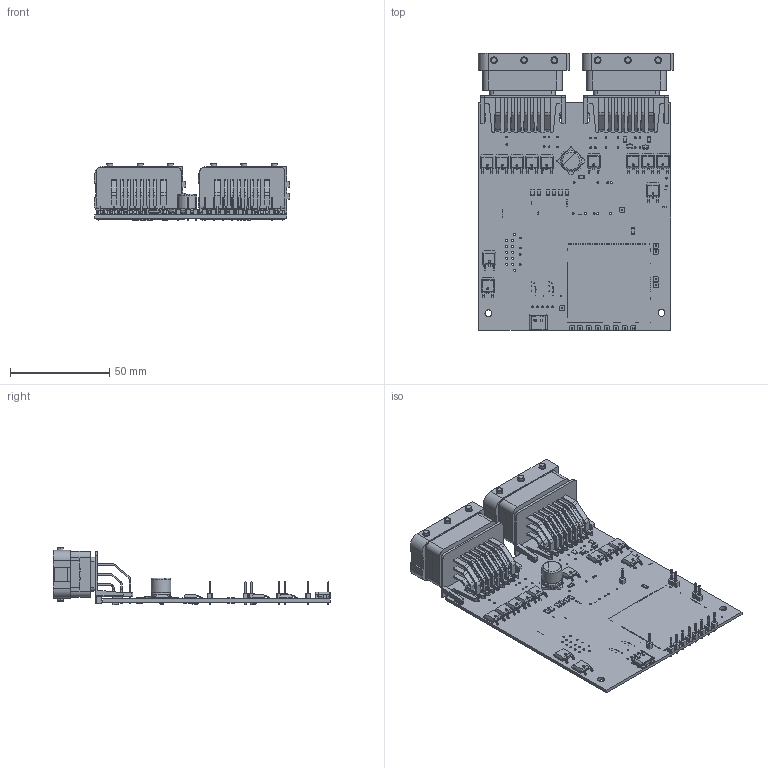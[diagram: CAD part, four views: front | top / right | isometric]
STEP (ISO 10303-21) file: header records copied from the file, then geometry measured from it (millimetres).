
FILE_DESCRIPTION(('KiCad electronic assembly'),'2;1');
FILE_NAME('alphax_4ch-i.step','2023-12-10T10:03:09',('Pcbnew'),('Kicad') ,'Open CASCADE STEP processor 7.6','KiCad to STEP converter','Unknown' );
FILE_SCHEMA(('AUTOMOTIVE_DESIGN { 1 0 10303 214 1 1 1 1 }'));
Length unit declared in the file: millimetre
Products named in the file (18): alphax_4ch-i 1; PinHeader_1x01_P2.54mm_Vertical; SOLID; CP_Elec_10x10.5; R_1206_3216Metric; DPAK; SOT-23; 33311-24AW-2; COMPOUND; u262-16xn-4bvc11; MSOP-10_3x3mm_P0.5mm; PCB
Assembly tree (72 placements, depth 3):
  alphax_4ch-i 1
    PinHeader_1x01_P2.54mm_Vertical  x14
      SOLID
    CP_Elec_10x10.5
      SOLID
    R_1206_3216Metric  x25
      SOLID
    DPAK  x12
      SOLID
    SOT-23  x7
      SOLID
    33311-24AW-2  x2
      COMPOUND
    u262-16xn-4bvc11
      COMPOUND
    MSOP-10_3x3mm_P0.5mm
      SOLID
    PCB
Bounding box: 98.5 x 139.87 x 29.02 mm (x, y, z)
Volume: 43344.4 mm3; surface area: 59137 mm2
Topology: 122 solids, 122 shells, 6981 faces, 18768 edges, 12140 vertices
Faces by surface type: plane 5428, cylinder 1211, bspline 229, torus 80, cone 24, sphere 8, revolution 1
Full cylindrical faces by diameter (mm): 0.3 x155, 0.5 x1, 0.65 x2, 0.813 x26, 0.85 x5, 1 x35, 1.02 x12, 3.5 x2, 10 x2
Entity records: 271949 total; most frequent: CARTESIAN_POINT 63210, DIRECTION 35783, LINE 25925, VECTOR 25925, ORIENTED_EDGE 21036, PCURVE 21036, DEFINITIONAL_REPRESENTATION 21036, EDGE_CURVE 10518
